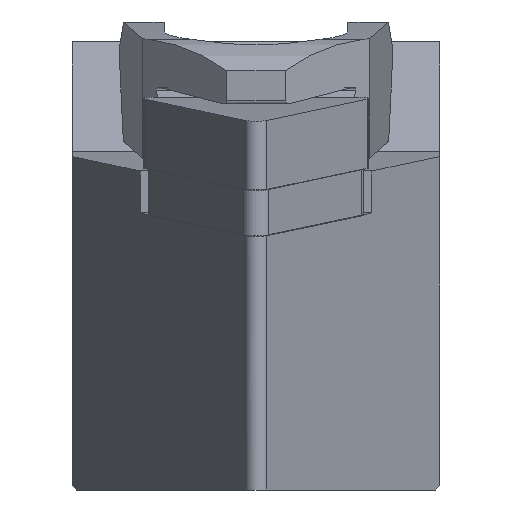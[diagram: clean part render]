
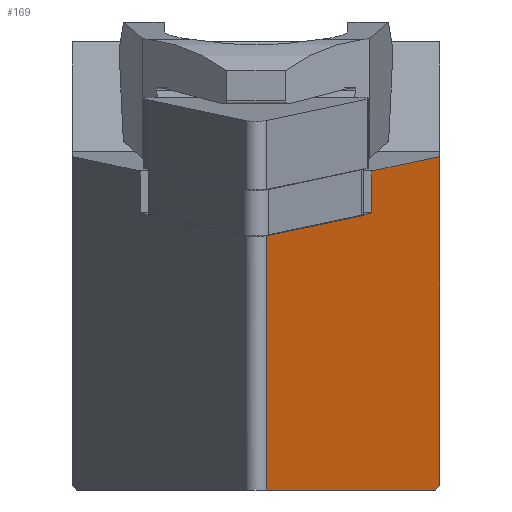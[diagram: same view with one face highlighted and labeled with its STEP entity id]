
A CAD part, left-side view. The second image highlights one B-rep face of the part: STEP entity #169.
In plain terms, the highlighted planar face has unit normal (-0.496, -0.866, -0.061).
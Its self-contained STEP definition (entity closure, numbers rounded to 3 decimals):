
#70=FACE_OUTER_BOUND('',#319,.T.);
#169=ADVANCED_FACE('',(#70),#247,.F.);
#247=PLANE('',#1466);
#319=EDGE_LOOP('',(#430,#431,#432,#433,#434,#435,#436,#437));
#430=ORIENTED_EDGE('',*,*,#956,.F.);
#431=ORIENTED_EDGE('',*,*,#957,.F.);
#432=ORIENTED_EDGE('',*,*,#958,.F.);
#433=ORIENTED_EDGE('',*,*,#959,.F.);
#434=ORIENTED_EDGE('',*,*,#960,.F.);
#435=ORIENTED_EDGE('',*,*,#961,.F.);
#436=ORIENTED_EDGE('',*,*,#962,.F.);
#437=ORIENTED_EDGE('',*,*,#941,.F.);
#812=VERTEX_POINT('',#1993);
#813=VERTEX_POINT('',#1995);
#826=VERTEX_POINT('',#2025);
#827=VERTEX_POINT('',#2027);
#828=VERTEX_POINT('',#2029);
#829=VERTEX_POINT('',#2031);
#830=VERTEX_POINT('',#2033);
#831=VERTEX_POINT('',#2035);
#941=EDGE_CURVE('',#812,#813,#1141,.T.);
#956=EDGE_CURVE('',#826,#812,#1154,.T.);
#957=EDGE_CURVE('',#827,#826,#1155,.T.);
#958=EDGE_CURVE('',#828,#827,#1156,.T.);
#959=EDGE_CURVE('',#829,#828,#1157,.T.);
#960=EDGE_CURVE('',#830,#829,#1158,.T.);
#961=EDGE_CURVE('',#831,#830,#1159,.T.);
#962=EDGE_CURVE('',#813,#831,#1160,.T.);
#1141=LINE('',#1994,#1309);
#1154=LINE('',#2024,#1322);
#1155=LINE('',#2026,#1323);
#1156=LINE('',#2028,#1324);
#1157=LINE('',#2030,#1325);
#1158=LINE('',#2032,#1326);
#1159=LINE('',#2034,#1327);
#1160=LINE('',#2036,#1328);
#1309=VECTOR('',#1591,1.);
#1322=VECTOR('',#1612,1.);
#1323=VECTOR('',#1613,1.);
#1324=VECTOR('',#1614,1.);
#1325=VECTOR('',#1615,1.);
#1326=VECTOR('',#1616,1.);
#1327=VECTOR('',#1617,1.);
#1328=VECTOR('',#1618,1.);
#1466=AXIS2_PLACEMENT_3D('',#2037,#1619,#1620);
#1591=DIRECTION('',(0.122,0.,-0.993));
#1612=DIRECTION('',(0.86,-0.5,0.106));
#1613=DIRECTION('',(-0.122,0.,0.993));
#1614=DIRECTION('',(0.86,-0.5,0.106));
#1615=DIRECTION('',(0.86,-0.5,0.106));
#1616=DIRECTION('',(-0.122,0.,0.993));
#1617=DIRECTION('',(-0.868,0.497,0.));
#1618=DIRECTION('',(-0.754,0.465,-0.465));
#1619=DIRECTION('',(0.496,0.866,0.061));
#1620=DIRECTION('',(-0.868,0.497,0.));
#1993=CARTESIAN_POINT('',(22.726,-25.,-2.308));
#1994=CARTESIAN_POINT('',(26.375,-25.,-32.024));
#1995=CARTESIAN_POINT('',(25.476,-25.,-24.7));
#2024=CARTESIAN_POINT('',(22.726,-25.,-2.308));
#2025=CARTESIAN_POINT('',(14.785,-20.381,-3.283));
#2026=CARTESIAN_POINT('',(18.434,-20.381,-32.999));
#2027=CARTESIAN_POINT('',(15.136,-20.381,-6.141));
#2028=CARTESIAN_POINT('',(23.077,-25.,-5.166));
#2029=CARTESIAN_POINT('',(14.163,-19.815,-6.261));
#2030=CARTESIAN_POINT('',(23.077,-25.,-5.166));
#2031=CARTESIAN_POINT('',(2.779,-13.193,-7.658));
#2032=CARTESIAN_POINT('',(6.077,-13.193,-34.517));
#2033=CARTESIAN_POINT('',(4.908,-13.193,-25.));
#2034=CARTESIAN_POINT('',(26.162,-25.372,-25.));
#2035=CARTESIAN_POINT('',(24.989,-24.7,-25.));
#2036=CARTESIAN_POINT('',(23.421,-23.734,-25.966));
#2037=CARTESIAN_POINT('',(26.375,-25.,-32.024));
